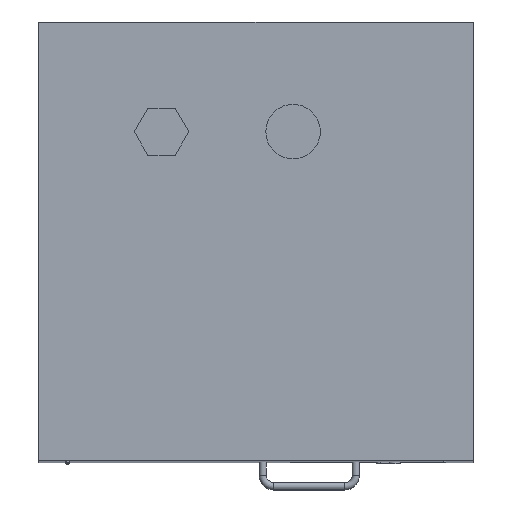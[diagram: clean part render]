
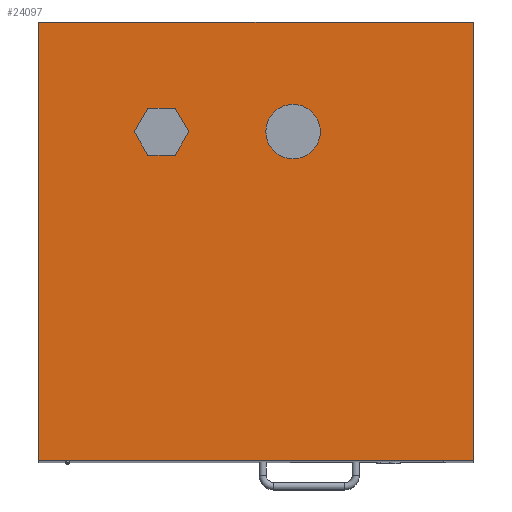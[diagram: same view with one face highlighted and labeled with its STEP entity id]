
A CAD part, top view. The second image highlights one B-rep face of the part: STEP entity #24097.
In plain terms, the highlighted planar face has unit normal (0, 0, 1).
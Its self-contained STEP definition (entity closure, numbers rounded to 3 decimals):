
#820=FACE_BOUND('',#2732,.T.);
#821=FACE_BOUND('',#2733,.T.);
#1005=CIRCLE('',#25557,37.5);
#1372=FACE_OUTER_BOUND('',#2731,.T.);
#2731=EDGE_LOOP('',(#15607,#15608,#15609,#15610));
#2732=EDGE_LOOP('',(#15611));
#2733=EDGE_LOOP('',(#15612,#15613,#15614,#15615,#15616,#15617));
#4309=LINE('',#32303,#6970);
#4375=LINE('',#32439,#7036);
#4379=LINE('',#32447,#7040);
#4382=LINE('',#32453,#7043);
#4385=LINE('',#32459,#7046);
#4388=LINE('',#32465,#7049);
#4391=LINE('',#32470,#7052);
#4397=LINE('',#32482,#7058);
#4398=LINE('',#32485,#7059);
#4400=LINE('',#32488,#7061);
#6970=VECTOR('',#27108,10.);
#7036=VECTOR('',#27234,10.);
#7040=VECTOR('',#27240,10.);
#7043=VECTOR('',#27245,10.);
#7046=VECTOR('',#27250,10.);
#7049=VECTOR('',#27255,10.);
#7052=VECTOR('',#27260,10.);
#7058=VECTOR('',#27272,10.);
#7059=VECTOR('',#27275,10.);
#7061=VECTOR('',#27279,10.);
#9569=VERTEX_POINT('',#32300);
#9570=VERTEX_POINT('',#32302);
#9608=VERTEX_POINT('',#32433);
#9609=VERTEX_POINT('',#32437);
#9610=VERTEX_POINT('',#32438);
#9613=VERTEX_POINT('',#32446);
#9615=VERTEX_POINT('',#32452);
#9617=VERTEX_POINT('',#32458);
#9619=VERTEX_POINT('',#32464);
#9623=VERTEX_POINT('',#32480);
#9624=VERTEX_POINT('',#32484);
#11855=EDGE_CURVE('',#9570,#9569,#4309,.T.);
#11922=EDGE_CURVE('',#9608,#9608,#1005,.T.);
#11923=EDGE_CURVE('',#9609,#9610,#4375,.T.);
#11927=EDGE_CURVE('',#9613,#9609,#4379,.T.);
#11930=EDGE_CURVE('',#9615,#9613,#4382,.T.);
#11933=EDGE_CURVE('',#9617,#9615,#4385,.T.);
#11936=EDGE_CURVE('',#9619,#9617,#4388,.T.);
#11939=EDGE_CURVE('',#9610,#9619,#4391,.T.);
#11945=EDGE_CURVE('',#9569,#9623,#4397,.T.);
#11946=EDGE_CURVE('',#9624,#9570,#4398,.T.);
#11948=EDGE_CURVE('',#9623,#9624,#4400,.T.);
#15607=ORIENTED_EDGE('',*,*,#11948,.T.);
#15608=ORIENTED_EDGE('',*,*,#11946,.T.);
#15609=ORIENTED_EDGE('',*,*,#11855,.T.);
#15610=ORIENTED_EDGE('',*,*,#11945,.T.);
#15611=ORIENTED_EDGE('',*,*,#11922,.T.);
#15612=ORIENTED_EDGE('',*,*,#11923,.T.);
#15613=ORIENTED_EDGE('',*,*,#11939,.T.);
#15614=ORIENTED_EDGE('',*,*,#11936,.T.);
#15615=ORIENTED_EDGE('',*,*,#11933,.T.);
#15616=ORIENTED_EDGE('',*,*,#11930,.T.);
#15617=ORIENTED_EDGE('',*,*,#11927,.T.);
#21789=PLANE('',#25570);
#24097=ADVANCED_FACE('',(#1372,#820,#821),#21789,.T.);
#25557=AXIS2_PLACEMENT_3D('',#32434,#27228,#27229);
#25570=AXIS2_PLACEMENT_3D('',#32489,#27280,#27281);
#27108=DIRECTION('',(-1.,0.,0.));
#27228=DIRECTION('center_axis',(0.,0.,-1.));
#27229=DIRECTION('ref_axis',(-1.,0.,0.));
#27234=DIRECTION('',(1.,0.,0.));
#27240=DIRECTION('',(0.5,0.866,0.));
#27245=DIRECTION('',(-0.5,0.866,0.));
#27250=DIRECTION('',(-1.,0.,0.));
#27255=DIRECTION('',(-0.5,-0.866,0.));
#27260=DIRECTION('',(0.5,-0.866,0.));
#27272=DIRECTION('',(0.,-1.,0.));
#27275=DIRECTION('',(0.,1.,0.));
#27279=DIRECTION('',(1.,0.,0.));
#27280=DIRECTION('center_axis',(0.,0.,1.));
#27281=DIRECTION('ref_axis',(1.,0.,0.));
#32300=CARTESIAN_POINT('',(-298.88,301.5,982.815));
#32302=CARTESIAN_POINT('',(298.88,301.5,982.815));
#32303=CARTESIAN_POINT('',(298.88,301.5,982.815));
#32433=CARTESIAN_POINT('',(88.5,150.62,982.815));
#32434=CARTESIAN_POINT('Origin',(51.,150.62,982.815));
#32437=CARTESIAN_POINT('',(-148.736,183.12,982.815));
#32438=CARTESIAN_POINT('',(-111.208,183.12,982.815));
#32439=CARTESIAN_POINT('',(-74.368,183.12,982.815));
#32446=CARTESIAN_POINT('',(-167.5,150.62,982.815));
#32447=CARTESIAN_POINT('',(-179.173,130.402,982.815));
#32452=CARTESIAN_POINT('',(-148.736,118.12,982.815));
#32453=CARTESIAN_POINT('',(-104.57,41.623,982.815));
#32458=CARTESIAN_POINT('',(-111.208,118.12,982.815));
#32459=CARTESIAN_POINT('',(-55.604,118.12,982.815));
#32464=CARTESIAN_POINT('',(-92.444,150.62,982.815));
#32465=CARTESIAN_POINT('',(-113.499,114.152,982.815));
#32470=CARTESIAN_POINT('',(-57.661,90.373,982.815));
#32480=CARTESIAN_POINT('',(-298.88,-301.5,982.815));
#32482=CARTESIAN_POINT('',(-298.88,301.5,982.815));
#32484=CARTESIAN_POINT('',(298.88,-301.5,982.815));
#32485=CARTESIAN_POINT('',(298.88,-301.5,982.815));
#32488=CARTESIAN_POINT('',(-298.88,-301.5,982.815));
#32489=CARTESIAN_POINT('Origin',(0.,0.,
982.815));
